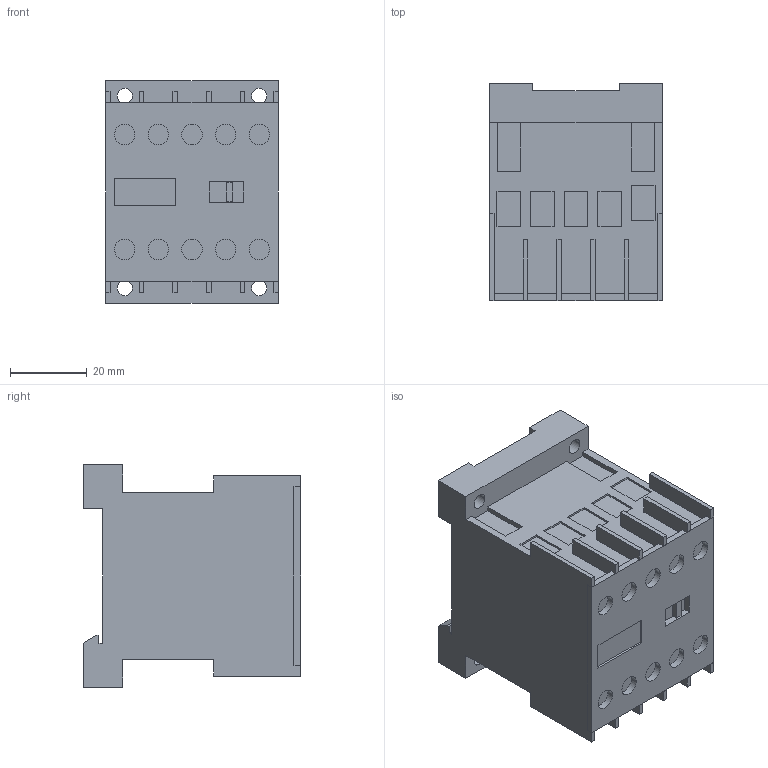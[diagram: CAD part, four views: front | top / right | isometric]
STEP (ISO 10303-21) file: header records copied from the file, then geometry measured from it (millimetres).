
FILE_DESCRIPTION(('starvars output'),'2;1');
FILE_NAME('LP4K0610BW3_3D.stp','10:29:25 2020/03/31',( 'Thomas Industrial Network Germany GmbH'),( 'Thomas Industrial Network Germany GmbH'),'unknown preprocess','ACIS' ,'unknown authorization');
FILE_SCHEMA(('AUTOMOTIVE_DESIGN_CC2 {UNKNOWN IMPLEMENTATION LEVEL}'));
Length unit declared in the file: millimetre
Products named in the file (2): PRODUCT_ID_60; PRODUCT_ID_61
Bounding box: 45 x 56.7 x 58 mm (x, y, z)
Volume: 108423.3 mm3; surface area: 22522 mm2
Topology: 2 solids, 2 shells, 207 faces, 573 edges, 382 vertices
Faces by surface type: plane 179, cylinder 28
Entity records: 7852 total; most frequent: ORIENTED_EDGE 1146, CARTESIAN_POINT 1041, DIRECTION 849, EDGE_CURVE 573, VECTOR 469, LINE 469, VERTEX_POINT 382, EDGE_LOOP 249
